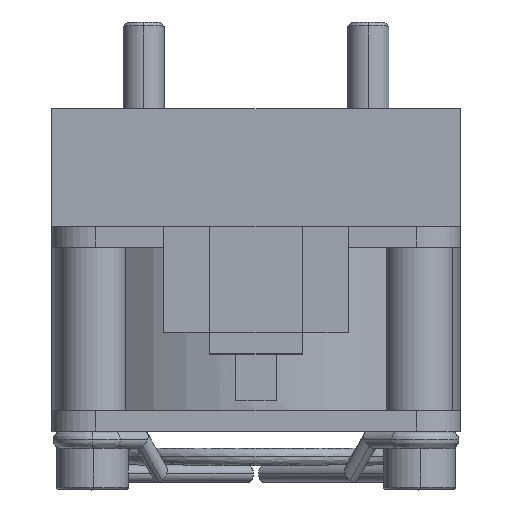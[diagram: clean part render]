
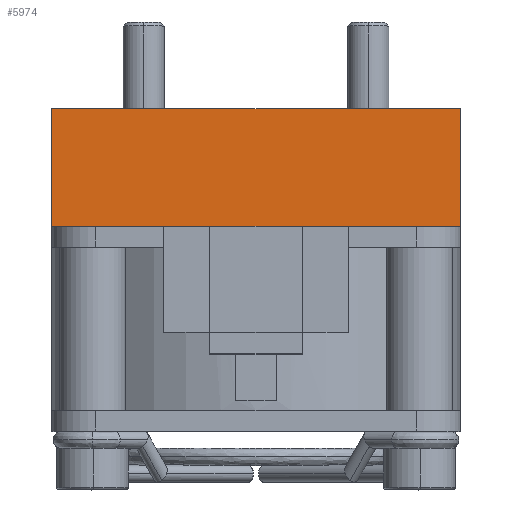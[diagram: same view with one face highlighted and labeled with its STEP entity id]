
A CAD part, top view. The second image highlights one B-rep face of the part: STEP entity #5974.
In plain terms, the highlighted planar face has unit normal (0, 0, 1).
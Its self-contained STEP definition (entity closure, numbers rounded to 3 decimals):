
#14 = LINE ( 'NONE', #21378, #49 ) ;
#49 = VECTOR ( 'NONE', #21377, 1000. ) ;
#5216 = VERTEX_POINT ( 'NONE', #20208 ) ;
#5260 = EDGE_CURVE ( 'NONE', #5292, #5276, #20252, .T. ) ;
#5276 = VERTEX_POINT ( 'NONE', #20237 ) ;
#5292 = VERTEX_POINT ( 'NONE', #20244 ) ;
#5340 = EDGE_CURVE ( 'NONE', #5216, #5342, #20343, .T. ) ;
#5342 = VERTEX_POINT ( 'NONE', #20364 ) ;
#5805 = EDGE_LOOP ( 'NONE', ( #5976, #5977, #5985, #5979 ) ) ;
#5860 = EDGE_CURVE ( 'NONE', #5292, #5216, #21096, .T. ) ;
#5974 = ADVANCED_FACE ( 'NONE', ( #21227 ), #21261, .F. ) ;
#5976 = ORIENTED_EDGE ( 'NONE', *, *, #5340, .T. ) ;
#5977 = ORIENTED_EDGE ( 'NONE', *, *, #6013, .F. ) ;
#5979 = ORIENTED_EDGE ( 'NONE', *, *, #5860, .T. ) ;
#5985 = ORIENTED_EDGE ( 'NONE', *, *, #5260, .F. ) ;
#6013 = EDGE_CURVE ( 'NONE', #5276, #5342, #14, .T. ) ;
#20208 = CARTESIAN_POINT ( 'NONE',  ( -20., -22.5, 32.8 ) ) ;
#20237 = CARTESIAN_POINT ( 'NONE',  ( 20., -34., 32.8 ) ) ;
#20244 = CARTESIAN_POINT ( 'NONE',  ( 20., -22.5, 32.8 ) ) ;
#20252 = LINE ( 'NONE', #20287, #20286 ) ;
#20285 = DIRECTION ( 'NONE',  ( 0., -1., 0. ) ) ;
#20286 = VECTOR ( 'NONE', #20285, 1000. ) ;
#20287 = CARTESIAN_POINT ( 'NONE',  ( 20., -34., 32.8 ) ) ;
#20336 = DIRECTION ( 'NONE',  ( 0., -1., 0. ) ) ;
#20337 = VECTOR ( 'NONE', #20336, 1000. ) ;
#20342 = CARTESIAN_POINT ( 'NONE',  ( -20., -34., 32.8 ) ) ;
#20343 = LINE ( 'NONE', #20342, #20337 ) ;
#20364 = CARTESIAN_POINT ( 'NONE',  ( -20., -34., 32.8 ) ) ;
#21089 = DIRECTION ( 'NONE',  ( -1., 0., 0. ) ) ;
#21094 = VECTOR ( 'NONE', #21089, 1000. ) ;
#21095 = CARTESIAN_POINT ( 'NONE',  ( 20., -22.5, 32.8 ) ) ;
#21096 = LINE ( 'NONE', #21095, #21094 ) ;
#21222 = DIRECTION ( 'NONE',  ( 0., 1., 0. ) ) ;
#21227 = FACE_OUTER_BOUND ( 'NONE', #5805, .T. ) ;
#21250 = AXIS2_PLACEMENT_3D ( 'NONE', #21288, #21287, #21222 ) ;
#21261 = PLANE ( 'NONE',  #21250 ) ;
#21287 = DIRECTION ( 'NONE',  ( 0., 0., -1. ) ) ;
#21288 = CARTESIAN_POINT ( 'NONE',  ( 20., -34., 32.8 ) ) ;
#21377 = DIRECTION ( 'NONE',  ( -1., 0., 0. ) ) ;
#21378 = CARTESIAN_POINT ( 'NONE',  ( 20., -34., 32.8 ) ) ;
